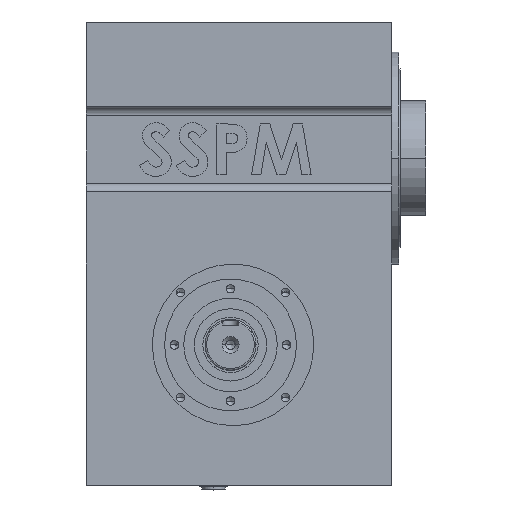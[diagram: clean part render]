
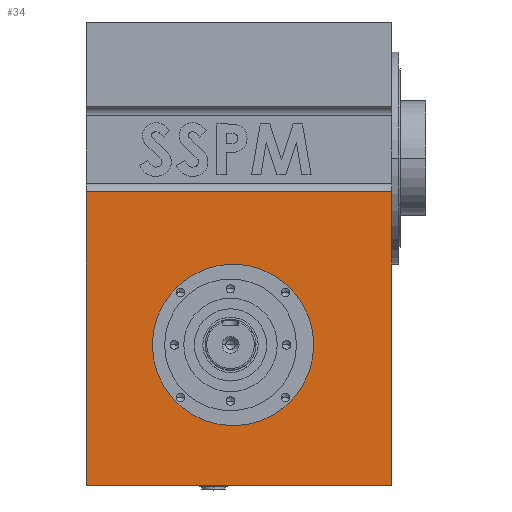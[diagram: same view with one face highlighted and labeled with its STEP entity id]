
A CAD part, top view. The second image highlights one B-rep face of the part: STEP entity #34.
In plain terms, the highlighted planar face has unit normal (0, 0, 1).
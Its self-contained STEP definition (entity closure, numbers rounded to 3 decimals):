
#34 = ADVANCED_FACE ( 'NONE', ( #10057, #1374 ), #8322, .T. ) ;
#278 = EDGE_LOOP ( 'NONE', ( #20927, #4613 ) ) ;
#530 = ORIENTED_EDGE ( 'NONE', *, *, #7838, .T. ) ;
#1374 = FACE_BOUND ( 'NONE', #278, .T. ) ;
#1692 = CARTESIAN_POINT ( 'NONE',  ( 78., -380., 350. ) ) ;
#1797 = VECTOR ( 'NONE', #21710, 1000. ) ;
#2932 = AXIS2_PLACEMENT_3D ( 'NONE', #6394, #22307, #14420 ) ;
#3201 = VERTEX_POINT ( 'NONE', #24873 ) ;
#3394 = ORIENTED_EDGE ( 'NONE', *, *, #18050, .T. ) ;
#4231 = EDGE_CURVE ( 'NONE', #17028, #12510, #6138, .T. ) ;
#4613 = ORIENTED_EDGE ( 'NONE', *, *, #10628, .T. ) ;
#4868 = CARTESIAN_POINT ( 'NONE',  ( 0., -545., 350. ) ) ;
#5474 = LINE ( 'NONE', #24460, #16731 ) ;
#5599 = LINE ( 'NONE', #20804, #6234 ) ;
#5814 = VECTOR ( 'NONE', #7006, 1000. ) ;
#6138 = LINE ( 'NONE', #7712, #1797 ) ;
#6234 = VECTOR ( 'NONE', #10643, 1000. ) ;
#6341 = CARTESIAN_POINT ( 'NONE',  ( 173., -380., 350. ) ) ;
#6394 = CARTESIAN_POINT ( 'NONE',  ( 0., 0., 350. ) ) ;
#6518 = DIRECTION ( 'NONE',  ( 0., 0., -1. ) ) ;
#6785 = ORIENTED_EDGE ( 'NONE', *, *, #9099, .T. ) ;
#7006 = DIRECTION ( 'NONE',  ( 1., 0., 0. ) ) ;
#7217 = CIRCLE ( 'NONE', #16323, 95. ) ;
#7506 = ORIENTED_EDGE ( 'NONE', *, *, #4231, .F. ) ;
#7712 = CARTESIAN_POINT ( 'NONE',  ( 0., -200., 350. ) ) ;
#7817 = CARTESIAN_POINT ( 'NONE',  ( 173., -380., 350. ) ) ;
#7838 = EDGE_CURVE ( 'NONE', #25658, #3201, #18312, .T. ) ;
#8288 = DIRECTION ( 'NONE',  ( 0., -1., 0. ) ) ;
#8322 = PLANE ( 'NONE',  #2932 ) ;
#9099 = EDGE_CURVE ( 'NONE', #17028, #25658, #5474, .T. ) ;
#9824 = DIRECTION ( 'NONE',  ( -1., 0., 0. ) ) ;
#10057 = FACE_OUTER_BOUND ( 'NONE', #15769, .T. ) ;
#10079 = CIRCLE ( 'NONE', #25078, 95. ) ;
#10628 = EDGE_CURVE ( 'NONE', #14290, #21498, #10079, .T. ) ;
#10643 = DIRECTION ( 'NONE',  ( 0., 1., 0. ) ) ;
#12323 = EDGE_CURVE ( 'NONE', #21498, #14290, #7217, .T. ) ;
#12510 = VERTEX_POINT ( 'NONE', #19234 ) ;
#14290 = VERTEX_POINT ( 'NONE', #1692 ) ;
#14420 = DIRECTION ( 'NONE',  ( 1., 0., 0. ) ) ;
#15769 = EDGE_LOOP ( 'NONE', ( #7506, #6785, #530, #3394 ) ) ;
#16323 = AXIS2_PLACEMENT_3D ( 'NONE', #6341, #6518, #20494 ) ;
#16731 = VECTOR ( 'NONE', #8288, 1000. ) ;
#16974 = CARTESIAN_POINT ( 'NONE',  ( 0., -545., 350. ) ) ;
#17028 = VERTEX_POINT ( 'NONE', #18773 ) ;
#18050 = EDGE_CURVE ( 'NONE', #3201, #12510, #5599, .T. ) ;
#18312 = LINE ( 'NONE', #16974, #5814 ) ;
#18773 = CARTESIAN_POINT ( 'NONE',  ( 0., -200., 350. ) ) ;
#19234 = CARTESIAN_POINT ( 'NONE',  ( 360., -200., 350. ) ) ;
#20494 = DIRECTION ( 'NONE',  ( -1., 0., 0. ) ) ;
#20804 = CARTESIAN_POINT ( 'NONE',  ( 360., 0., 350. ) ) ;
#20927 = ORIENTED_EDGE ( 'NONE', *, *, #12323, .T. ) ;
#21498 = VERTEX_POINT ( 'NONE', #25617 ) ;
#21710 = DIRECTION ( 'NONE',  ( 1., 0., 0. ) ) ;
#21817 = DIRECTION ( 'NONE',  ( 0., 0., -1. ) ) ;
#22307 = DIRECTION ( 'NONE',  ( 0., 0., 1. ) ) ;
#24460 = CARTESIAN_POINT ( 'NONE',  ( 0., 0., 350. ) ) ;
#24873 = CARTESIAN_POINT ( 'NONE',  ( 360., -545., 350. ) ) ;
#25078 = AXIS2_PLACEMENT_3D ( 'NONE', #7817, #21817, #9824 ) ;
#25617 = CARTESIAN_POINT ( 'NONE',  ( 268., -380., 350. ) ) ;
#25658 = VERTEX_POINT ( 'NONE', #4868 ) ;
